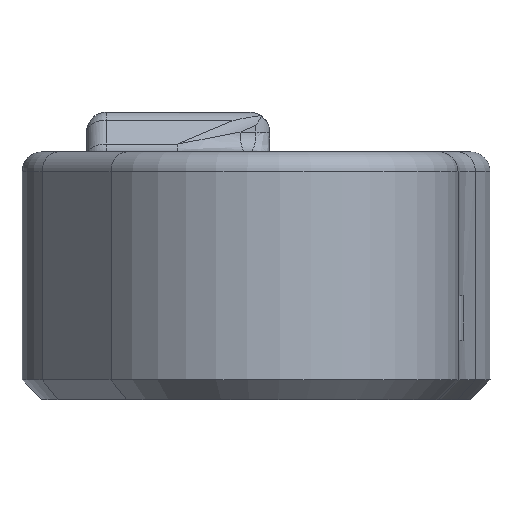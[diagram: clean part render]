
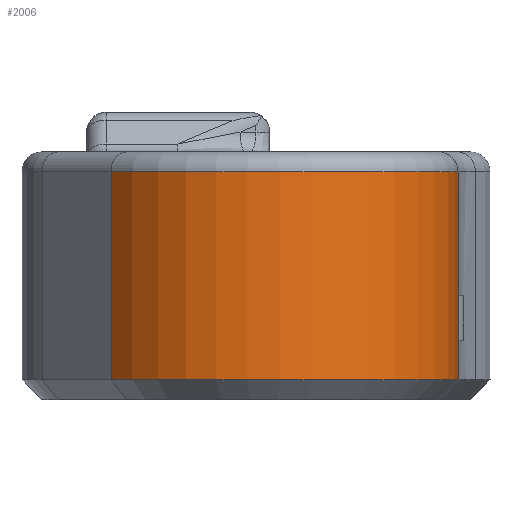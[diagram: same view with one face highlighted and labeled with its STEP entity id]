
A CAD part, left-side view. The second image highlights one B-rep face of the part: STEP entity #2006.
In plain terms, the highlighted cylindrical face has radius 3.9 mm (diameter 7.8 mm), a partial arc.
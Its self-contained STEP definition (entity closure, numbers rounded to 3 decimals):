
#165=FACE_OUTER_BOUND('',#286,.T.);
#286=EDGE_LOOP('',(#1393,#1394,#1395,#1396));
#422=LINE('',#3140,#598);
#423=LINE('',#3143,#599);
#598=VECTOR('',#2458,3.9);
#599=VECTOR('',#2461,10.);
#767=CIRCLE('',#2153,3.9);
#775=CIRCLE('',#2166,3.9);
#866=VERTEX_POINT('',#3081);
#868=VERTEX_POINT('',#3087);
#879=VERTEX_POINT('',#3139);
#880=VERTEX_POINT('',#3141);
#1061=EDGE_CURVE('',#866,#868,#767,.T.);
#1075=EDGE_CURVE('',#866,#879,#422,.T.);
#1076=EDGE_CURVE('',#880,#879,#775,.T.);
#1077=EDGE_CURVE('',#868,#880,#423,.T.);
#1393=ORIENTED_EDGE('',*,*,#1061,.F.);
#1394=ORIENTED_EDGE('',*,*,#1075,.T.);
#1395=ORIENTED_EDGE('',*,*,#1076,.F.);
#1396=ORIENTED_EDGE('',*,*,#1077,.F.);
#1960=CYLINDRICAL_SURFACE('',#2165,3.9);
#2006=ADVANCED_FACE('',(#165),#1960,.T.);
#2153=AXIS2_PLACEMENT_3D('',#3091,#2428,#2429);
#2165=AXIS2_PLACEMENT_3D('',#3138,#2456,#2457);
#2166=AXIS2_PLACEMENT_3D('',#3142,#2459,#2460);
#2428=DIRECTION('center_axis',(0.,0.,
1.));
#2429=DIRECTION('ref_axis',(-0.948,-0.32,0.));
#2456=DIRECTION('center_axis',(0.,0.,
-1.));
#2457=DIRECTION('ref_axis',(-1.,0.,0.));
#2458=DIRECTION('',(0.,0.,-1.));
#2459=DIRECTION('center_axis',(0.,0.,
-1.));
#2460=DIRECTION('ref_axis',(-1.,0.,0.));
#2461=DIRECTION('',(0.,0.,-1.));
#3081=CARTESIAN_POINT('',(-12.242,-2.512,61.58));
#3087=CARTESIAN_POINT('',(-9.88,-9.515,61.58));
#3091=CARTESIAN_POINT('Origin',(-9.88,-5.615,61.58));
#3138=CARTESIAN_POINT('Origin',(-9.88,-5.615,61.48));
#3139=CARTESIAN_POINT('',(-12.242,-2.512,57.38));
#3140=CARTESIAN_POINT('',(-12.242,-2.512,61.48));
#3141=CARTESIAN_POINT('',(-9.88,-9.515,57.38));
#3142=CARTESIAN_POINT('Origin',(-9.88,-5.615,57.38));
#3143=CARTESIAN_POINT('',(-9.88,-9.515,61.48));
